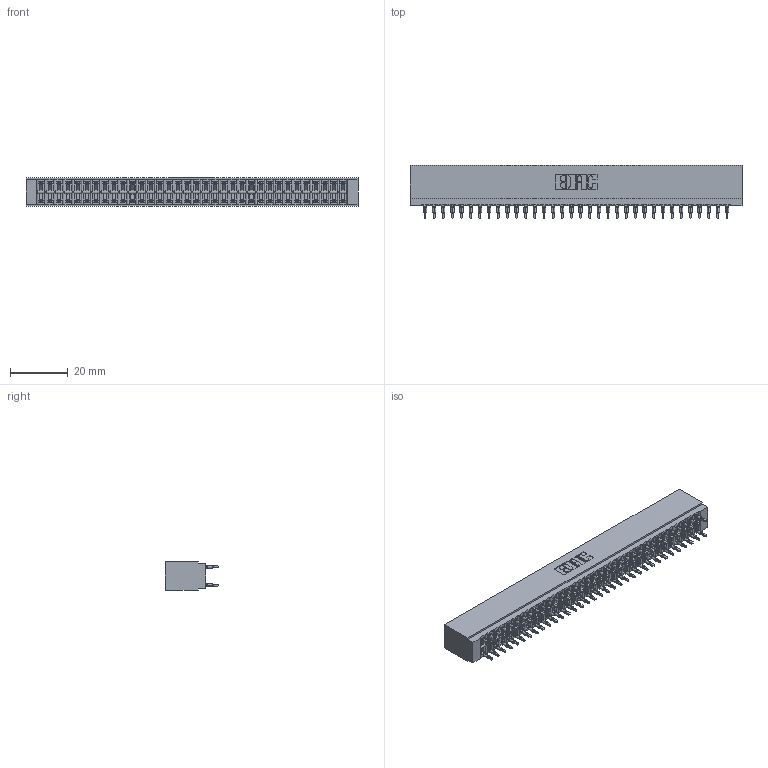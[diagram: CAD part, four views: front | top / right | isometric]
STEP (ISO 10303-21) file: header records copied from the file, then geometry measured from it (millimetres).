
FILE_DESCRIPTION (( 'STEP AP203' ), '1' );
FILE_NAME ('726-068-525-201.STEP', '2020-05-28T10:56:54', ( '' ), ( '' ), 'SwSTEP 2.0', 'SolidWorks 2020', '' );
FILE_SCHEMA (( 'CONFIG_CONTROL_DESIGN' ));
Length unit declared in the file: inch
Products named in the file (3): 746-292-001_525; 726-068-525-201; 726 Part_.515 Slot Depth - 01
Assembly tree (69 placements, depth 2):
  726-068-525-201
    726 Part_.515 Slot Depth - 01
    746-292-001_525  x68
Bounding box: 115.19 x 18.4 x 9.91 mm (x, y, z)
Volume: 10606.7 mm3; surface area: 17380.9 mm2
Topology: 69 solids, 69 shells, 6183 faces, 16991 edges, 10817 vertices
Faces by surface type: plane 3183, bspline 1360, cylinder 1232, torus 408
Entity records: 53599 total; most frequent: CARTESIAN_POINT 10725, ORIENTED_EDGE 9192, DIRECTION 7688, EDGE_CURVE 4596, VECTOR 4072, LINE 4072, VERTEX_POINT 3045, AXIS2_PLACEMENT_3D 1808
